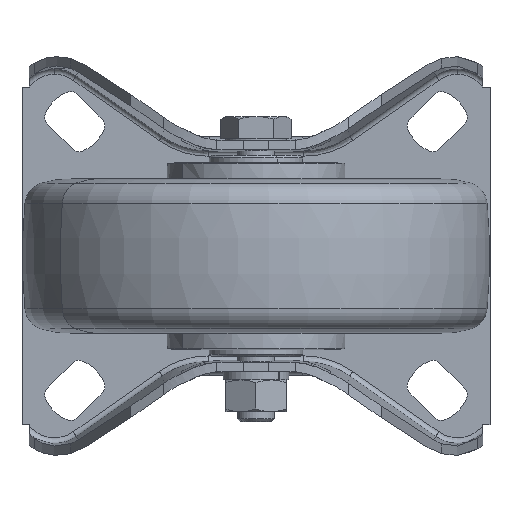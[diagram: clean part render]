
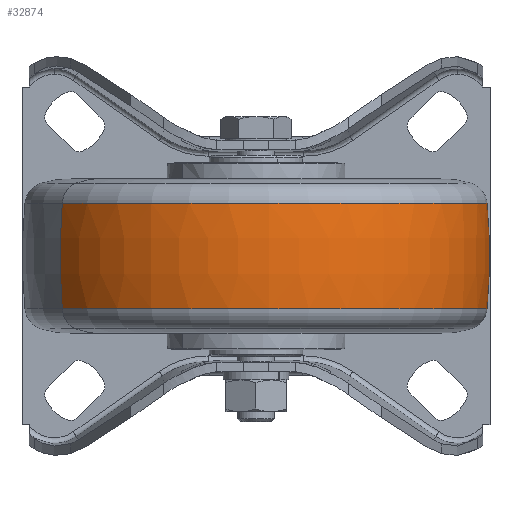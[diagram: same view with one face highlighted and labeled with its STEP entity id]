
A CAD part, front view. The second image highlights one B-rep face of the part: STEP entity #32874.
In plain terms, the highlighted toroidal (fillet/blend) face has major radius 75 mm and minor radius 125 mm.
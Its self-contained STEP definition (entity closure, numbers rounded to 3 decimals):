
#114 = AXIS2_PLACEMENT_3D ( 'NONE', #34762, #2093, #29356 ) ;
#307 = EDGE_CURVE ( 'NONE', #27189, #21794, #31184, .T. ) ;
#579 = AXIS2_PLACEMENT_3D ( 'NONE', #25530, #25645, #25770 ) ;
#2093 = DIRECTION ( 'NONE',  ( 0., 0., -1. ) ) ;
#2758 = EDGE_CURVE ( 'NONE', #19473, #19940, #15079, .T. ) ;
#3025 = EDGE_CURVE ( 'NONE', #19473, #27189, #23967, .T. ) ;
#6229 = AXIS2_PLACEMENT_3D ( 'NONE', #31694, #18365, #29025 ) ;
#6245 = CARTESIAN_POINT ( 'NONE',  ( 62.782, -36.97, 0. ) ) ;
#6975 = EDGE_CURVE ( 'NONE', #19940, #21794, #12927, .T. ) ;
#7272 = ORIENTED_EDGE ( 'NONE', *, *, #6975, .T. ) ;
#8045 = ORIENTED_EDGE ( 'NONE', *, *, #307, .F. ) ;
#9106 = TOROIDAL_SURFACE ( 'NONE', #30174, -75., 125. ) ;
#10597 = CARTESIAN_POINT ( 'NONE',  ( -41.43, -105.075, 11.255 ) ) ;
#11055 = EDGE_LOOP ( 'NONE', ( #23251, #7272, #8045, #30788 ) ) ;
#11433 = DIRECTION ( 'NONE',  ( 0.547, -0.837, 0. ) ) ;
#12125 = FACE_OUTER_BOUND ( 'NONE', #11055, .T. ) ;
#12927 = CIRCLE ( 'NONE', #29048, 125. ) ;
#14385 = CARTESIAN_POINT ( 'NONE',  ( 41.43, -50.925, 11.255 ) ) ;
#15079 = CIRCLE ( 'NONE', #114, 49.492 ) ;
#16735 = CARTESIAN_POINT ( 'NONE',  ( -41.43, -105.075, -11.255 ) ) ;
#17640 = CARTESIAN_POINT ( 'NONE',  ( 0., -78., 0. ) ) ;
#18365 = DIRECTION ( 'NONE',  ( 0., 0., -1. ) ) ;
#19473 = VERTEX_POINT ( 'NONE', #14385 ) ;
#19922 = DIRECTION ( 'NONE',  ( 0.837, 0.547, 0. ) ) ;
#19940 = VERTEX_POINT ( 'NONE', #10597 ) ;
#21794 = VERTEX_POINT ( 'NONE', #16735 ) ;
#22861 = DIRECTION ( 'NONE',  ( 0., 0., -1. ) ) ;
#23251 = ORIENTED_EDGE ( 'NONE', *, *, #2758, .T. ) ;
#23967 = CIRCLE ( 'NONE', #579, 125. ) ;
#25530 = CARTESIAN_POINT ( 'NONE',  ( -62.782, -119.03, 0. ) ) ;
#25645 = DIRECTION ( 'NONE',  ( -0.547, 0.837, 0. ) ) ;
#25770 = DIRECTION ( 'NONE',  ( -0.837, -0.547, 0. ) ) ;
#27189 = VERTEX_POINT ( 'NONE', #34064 ) ;
#29025 = DIRECTION ( 'NONE',  ( 0.837, 0.547, 0. ) ) ;
#29048 = AXIS2_PLACEMENT_3D ( 'NONE', #6245, #11433, #30841 ) ;
#29356 = DIRECTION ( 'NONE',  ( 0.837, 0.547, 0. ) ) ;
#30174 = AXIS2_PLACEMENT_3D ( 'NONE', #17640, #22861, #19922 ) ;
#30788 = ORIENTED_EDGE ( 'NONE', *, *, #3025, .F. ) ;
#30841 = DIRECTION ( 'NONE',  ( 0.837, 0.547, 0. ) ) ;
#31184 = CIRCLE ( 'NONE', #6229, 49.492 ) ;
#31694 = CARTESIAN_POINT ( 'NONE',  ( 0., -78., -11.255 ) ) ;
#32874 = ADVANCED_FACE ( 'NONE', ( #12125 ), #9106, .T. ) ;
#34064 = CARTESIAN_POINT ( 'NONE',  ( 41.43, -50.925, -11.255 ) ) ;
#34762 = CARTESIAN_POINT ( 'NONE',  ( 0., -78., 11.255 ) ) ;
